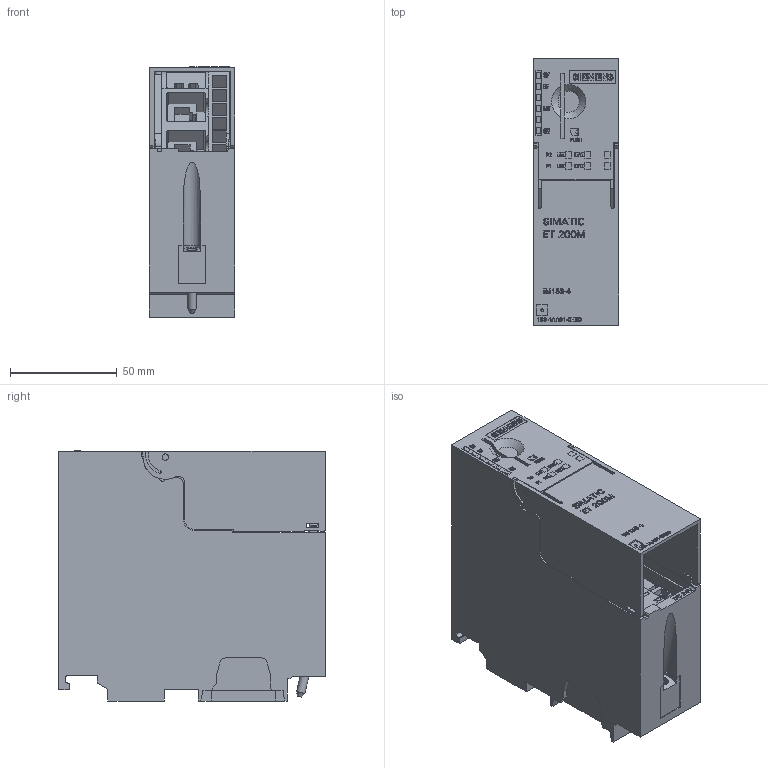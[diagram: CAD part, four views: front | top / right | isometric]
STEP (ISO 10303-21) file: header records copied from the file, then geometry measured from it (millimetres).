
FILE_DESCRIPTION(/* description */ (''),/* implementation_level */ '2;1');
FILE_NAME(/* name */ '6es71534aa010xb0_001_3d.stp',/* time_stamp */ '2011-02-18T11:08:10+01:00',/* author */ ('A.Garai'),/* organization */ ('Siemens AG'),/* preprocessor_version */ 'ST-DEVELOPER v11',/* originating_system */ 'SIEMENS UGS NX 6.0',/* authorisation */ '');
FILE_SCHEMA (('AUTOMOTIVE_DESIGN { 1 0 10303 214 1 1 1 1 }'));
Length unit declared in the file: millimetre
Products named in the file (5): A5E30309557A_001; A5E30309556A_001; A5E30309555A_001; A5E30309554A_001; A5E30309560A_001
Assembly tree (4 placements, depth 2):
  A5E30309560A_001
    A5E30309554A_001
    A5E30309555A_001
    A5E30309556A_001
    A5E30309557A_001
Bounding box: 40 x 125 x 117.25 mm (x, y, z)
Volume: 454595.3 mm3; surface area: 81901.3 mm2
Topology: 146 solids, 146 shells, 1788 faces, 4425 edges, 2944 vertices
Faces by surface type: plane 1536, extrusion 147, cylinder 98, cone 7
Full cylindrical faces by diameter (mm): 1.275 x2, 3 x6, 3.3 x1, 4 x1, 5.2 x1, 8 x1
Entity records: 58988 total; most frequent: CARTESIAN_POINT 15749, ORIENTED_EDGE 8808, DIRECTION 7759, EDGE_CURVE 4404, VECTOR 4035, LINE 3888, VERTEX_POINT 2936, EDGE_LOOP 1900
